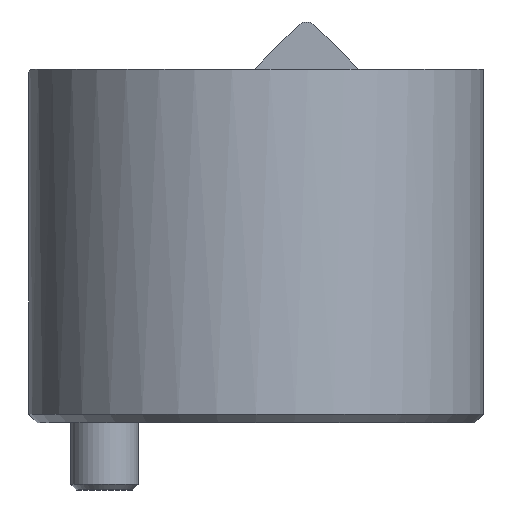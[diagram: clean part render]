
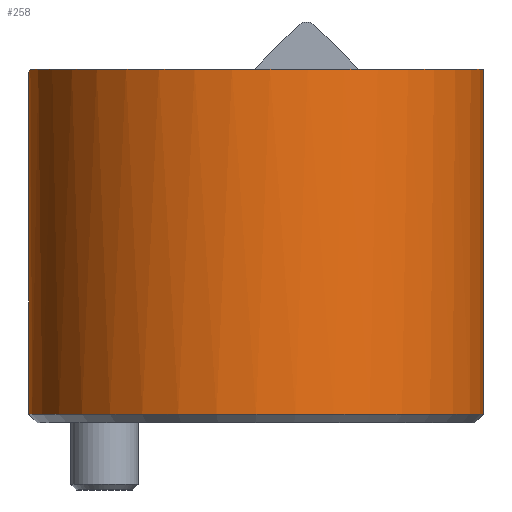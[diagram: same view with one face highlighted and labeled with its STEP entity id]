
A CAD part, front view. The second image highlights one B-rep face of the part: STEP entity #258.
In plain terms, the highlighted cylindrical face has radius 13.5 mm (diameter 27 mm), a partial arc.
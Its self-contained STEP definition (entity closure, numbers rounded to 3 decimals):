
#24 = EDGE_CURVE ( 'NONE', #1665, #988, #1853, .T. ) ;
#51 = EDGE_LOOP ( 'NONE', ( #686, #157, #376, #2012, #1866 ) ) ;
#109 = DIRECTION ( 'NONE',  ( 1., 0., 0. ) ) ;
#111 = CARTESIAN_POINT ( 'NONE',  ( -13.5, 0., -0.2 ) ) ;
#115 = CARTESIAN_POINT ( 'NONE',  ( -13.5, 0., -0.2 ) ) ;
#124 = VERTEX_POINT ( 'NONE', #974 ) ;
#137 = DIRECTION ( 'NONE',  ( 0., 0., 1. ) ) ;
#148 = CARTESIAN_POINT ( 'NONE',  ( 0., 0., -20.5 ) ) ;
#157 = ORIENTED_EDGE ( 'NONE', *, *, #24, .T. ) ;
#166 = DIRECTION ( 'NONE',  ( 1., 0., 0. ) ) ;
#171 = CARTESIAN_POINT ( 'NONE',  ( 0., 0., -21. ) ) ;
#239 = EDGE_CURVE ( 'NONE', #124, #1022, #1117, .T. ) ;
#258 = ADVANCED_FACE ( 'NONE', ( #1333 ), #1921, .T. ) ;
#354 = CARTESIAN_POINT ( 'NONE',  ( 13.5, 0., -21. ) ) ;
#361 = DIRECTION ( 'NONE',  ( 0., 0., 1. ) ) ;
#376 = ORIENTED_EDGE ( 'NONE', *, *, #1793, .T. ) ;
#404 = EDGE_CURVE ( 'NONE', #1031, #1022, #1450, .T. ) ;
#422 = DIRECTION ( 'NONE',  ( 0., 0., 1. ) ) ;
#423 = CARTESIAN_POINT ( 'NONE',  ( -13.398, -1.658, 0. ) ) ;
#461 = CARTESIAN_POINT ( 'NONE',  ( -13.491, -0.559, -0.183 ) ) ;
#502 = DIRECTION ( 'NONE',  ( 1., 0., 0. ) ) ;
#566 = CARTESIAN_POINT ( 'NONE',  ( -13.431, -1.387, -0.064 ) ) ;
#574 = DIRECTION ( 'NONE',  ( 0., 0., -1. ) ) ;
#582 = CARTESIAN_POINT ( 'NONE',  ( 0., 0., 0. ) ) ;
#623 = LINE ( 'NONE', #743, #728 ) ;
#686 = ORIENTED_EDGE ( 'NONE', *, *, #1507, .F. ) ;
#705 = AXIS2_PLACEMENT_3D ( 'NONE', #148, #137, #109 ) ;
#728 = VECTOR ( 'NONE', #1547, 1000. ) ;
#743 = CARTESIAN_POINT ( 'NONE',  ( -13.5, 0., -21. ) ) ;
#754 = CARTESIAN_POINT ( 'NONE',  ( -13.398, -1.658, 0. ) ) ;
#761 = CARTESIAN_POINT ( 'NONE',  ( 13.5, 0., -20.5 ) ) ;
#974 = CARTESIAN_POINT ( 'NONE',  ( 13.5, 0., 0. ) ) ;
#988 = VERTEX_POINT ( 'NONE', #761 ) ;
#1022 = VERTEX_POINT ( 'NONE', #423 ) ;
#1031 = VERTEX_POINT ( 'NONE', #115 ) ;
#1098 = CARTESIAN_POINT ( 'NONE',  ( -13.5, 0., -20.5 ) ) ;
#1116 = AXIS2_PLACEMENT_3D ( 'NONE', #171, #422, #166 ) ;
#1117 = CIRCLE ( 'NONE', #1241, 13.5 ) ;
#1212 = CARTESIAN_POINT ( 'NONE',  ( -13.457, -1.113, -0.114 ) ) ;
#1241 = AXIS2_PLACEMENT_3D ( 'NONE', #582, #574, #502 ) ;
#1333 = FACE_OUTER_BOUND ( 'NONE', #51, .T. ) ;
#1450 = B_SPLINE_CURVE_WITH_KNOTS ( 'NONE', 3,
 ( #111, #2013, #461, #1212, #566, #754 ),
 .UNSPECIFIED., .F., .F.,
 ( 4, 2, 4 ),
 ( 0.002, 0.003, 0.003 ),
 .UNSPECIFIED. ) ;
#1459 = VECTOR ( 'NONE', #361, 1000. ) ;
#1502 = LINE ( 'NONE', #354, #1459 ) ;
#1507 = EDGE_CURVE ( 'NONE', #1665, #1031, #623, .T. ) ;
#1547 = DIRECTION ( 'NONE',  ( 0., 0., 1. ) ) ;
#1665 = VERTEX_POINT ( 'NONE', #1098 ) ;
#1793 = EDGE_CURVE ( 'NONE', #988, #124, #1502, .T. ) ;
#1853 = CIRCLE ( 'NONE', #705, 13.5 ) ;
#1866 = ORIENTED_EDGE ( 'NONE', *, *, #404, .F. ) ;
#1921 = CYLINDRICAL_SURFACE ( 'NONE', #1116, 13.5 ) ;
#2012 = ORIENTED_EDGE ( 'NONE', *, *, #239, .T. ) ;
#2013 = CARTESIAN_POINT ( 'NONE',  ( -13.5, -0.278, -0.2 ) ) ;
